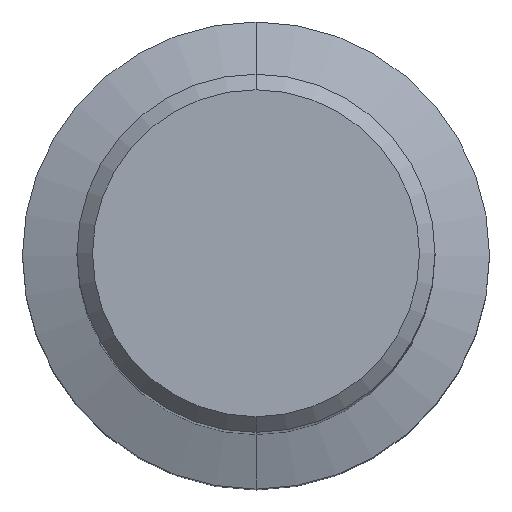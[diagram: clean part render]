
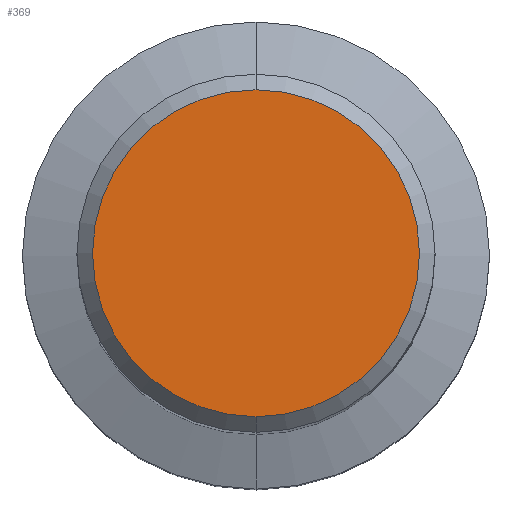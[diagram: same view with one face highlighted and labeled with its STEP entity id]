
A CAD part, top view. The second image highlights one B-rep face of the part: STEP entity #369.
In plain terms, the highlighted planar face has unit normal (0, 0, 1).
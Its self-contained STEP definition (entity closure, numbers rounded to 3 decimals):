
#369=ADVANCED_FACE('',(#746),#747,.T.);
#385=EDGE_CURVE('',#439,#409,#765,.T.);
#409=VERTEX_POINT('',#791);
#439=VERTEX_POINT('',#821);
#445=EDGE_CURVE('',#409,#439,#827,.T.);
#746=FACE_OUTER_BOUND('',#1318,.T.);
#747=PLANE('',#1319);
#765=CIRCLE('',#1353,10.5);
#791=CARTESIAN_POINT('',(0.0,10.5,0.0));
#821=CARTESIAN_POINT('',(0.,-10.5,0.0));
#827=CIRCLE('',#1565,10.5);
#1318=EDGE_LOOP('',(#2055,#2056));
#1319=AXIS2_PLACEMENT_3D('',#2057,#2058,#2059);
#1353=AXIS2_PLACEMENT_3D('',#2073,#2074,#2075);
#1565=AXIS2_PLACEMENT_3D('',#2122,#2123,#2124);
#2055=ORIENTED_EDGE('',*,*,#445,.F.);
#2056=ORIENTED_EDGE('',*,*,#385,.F.);
#2057=CARTESIAN_POINT('',(0.0,5.25,0.0));
#2058=DIRECTION('',(-0.0,0.0,1.0));
#2059=DIRECTION('',(0.0,-1.0,0.0));
#2073=CARTESIAN_POINT('',(0.0,0.0,0.0));
#2074=DIRECTION('',(0.0,0.0,-1.0));
#2075=DIRECTION('',(0.0,1.0,0.0));
#2122=CARTESIAN_POINT('',(0.0,0.0,0.0));
#2123=DIRECTION('',(0.0,0.0,-1.0));
#2124=DIRECTION('',(0.0,1.0,0.0));
